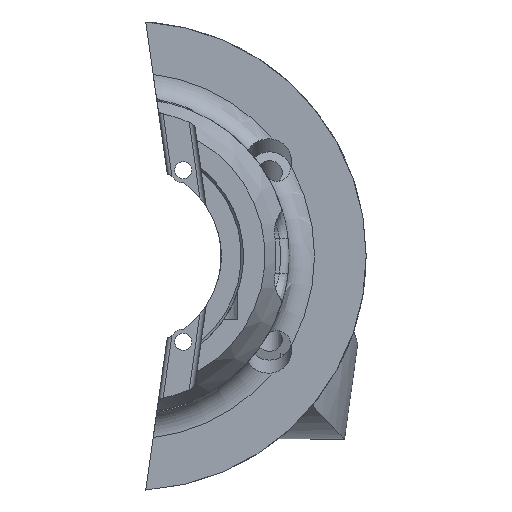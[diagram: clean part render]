
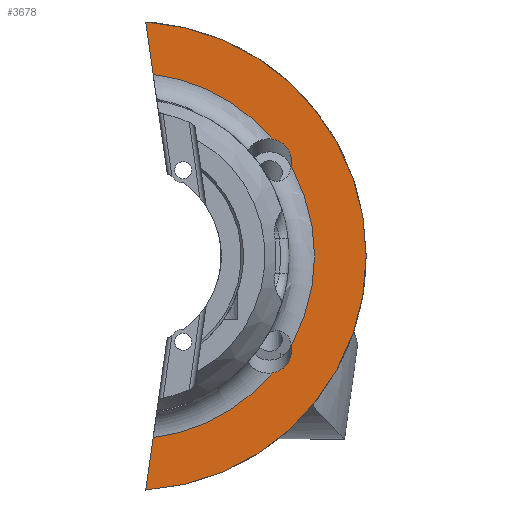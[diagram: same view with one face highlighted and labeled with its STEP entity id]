
A CAD part, left-side view. The second image highlights one B-rep face of the part: STEP entity #3678.
In plain terms, the highlighted planar face has unit normal (-1, 0, 0).
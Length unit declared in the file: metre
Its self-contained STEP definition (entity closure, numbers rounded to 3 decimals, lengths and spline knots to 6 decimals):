
#50=ELLIPSE('',#3962,0.005516,0.0052);
#51=ELLIPSE('',#3963,0.005516,0.0052);
#87=PLANE('',#3959);
#223=LINE('',#6656,#432);
#224=LINE('',#6661,#433);
#432=VECTOR('',#4490,1.);
#433=VECTOR('',#4493,1.);
#619=CIRCLE('',#3955,0.0429);
#621=CIRCLE('',#3960,0.055);
#622=CIRCLE('',#3961,0.0429);
#623=CIRCLE('',#3964,0.0429);
#970=ORIENTED_EDGE('',*,*,#2069,.T.);
#971=ORIENTED_EDGE('',*,*,#2070,.F.);
#972=ORIENTED_EDGE('',*,*,#2071,.F.);
#973=ORIENTED_EDGE('',*,*,#2072,.T.);
#974=ORIENTED_EDGE('',*,*,#2073,.T.);
#975=ORIENTED_EDGE('',*,*,#2059,.T.);
#976=ORIENTED_EDGE('',*,*,#2074,.F.);
#977=ORIENTED_EDGE('',*,*,#2075,.T.);
#2059=EDGE_CURVE('',#2610,#2609,#619,.T.);
#2069=EDGE_CURVE('',#2616,#2617,#223,.T.);
#2070=EDGE_CURVE('',#2618,#2617,#621,.T.);
#2071=EDGE_CURVE('',#2619,#2618,#224,.T.);
#2072=EDGE_CURVE('',#2619,#2620,#622,.T.);
#2073=EDGE_CURVE('',#2620,#2610,#50,.T.);
#2074=EDGE_CURVE('',#2621,#2609,#51,.T.);
#2075=EDGE_CURVE('',#2621,#2616,#623,.T.);
#2609=VERTEX_POINT('',#6535);
#2610=VERTEX_POINT('',#6537);
#2616=VERTEX_POINT('',#6657);
#2617=VERTEX_POINT('',#6658);
#2618=VERTEX_POINT('',#6660);
#2619=VERTEX_POINT('',#6662);
#2620=VERTEX_POINT('',#6664);
#2621=VERTEX_POINT('',#6667);
#3068=EDGE_LOOP('',(#970,#971,#972,#973,#974,#975,#976,#977));
#3333=FACE_BOUND('',#3068,.T.);
#3678=ADVANCED_FACE('',(#3333),#87,.F.);
#3955=AXIS2_PLACEMENT_3D('',#6536,#4476,#4477);
#3959=AXIS2_PLACEMENT_3D('',#6655,#4488,#4489);
#3960=AXIS2_PLACEMENT_3D('',#6659,#4491,#4492);
#3961=AXIS2_PLACEMENT_3D('',#6663,#4494,#4495);
#3962=AXIS2_PLACEMENT_3D('',#6665,#4496,#4497);
#3963=AXIS2_PLACEMENT_3D('',#6666,#4498,#4499);
#3964=AXIS2_PLACEMENT_3D('',#6668,#4500,#4501);
#4476=DIRECTION('',(1.,0.,0.));
#4477=DIRECTION('',(0.,0.,-1.));
#4488=DIRECTION('',(1.,0.,0.));
#4489=DIRECTION('',(0.,0.,-1.));
#4490=DIRECTION('',(0.,0.139,-0.99));
#4491=DIRECTION('',(1.,0.,0.));
#4492=DIRECTION('',(0.,0.,-1.));
#4493=DIRECTION('',(0.,0.139,0.99));
#4494=DIRECTION('',(1.,0.,0.));
#4495=DIRECTION('',(0.,0.,-1.));
#4496=DIRECTION('',(1.,0.,0.));
#4497=DIRECTION('',(0.,0.,-1.));
#4498=DIRECTION('',(-1.,0.,0.));
#4499=DIRECTION('',(0.,0.,1.));
#4500=DIRECTION('',(1.,0.,0.));
#4501=DIRECTION('',(0.,0.,-1.));
#6535=CARTESIAN_POINT('',(-0.062,-0.037457,0.053586));
#6536=CARTESIAN_POINT('',(-0.062,0.,0.0745));
#6537=CARTESIAN_POINT('',(-0.062,-0.037457,0.095414));
#6655=CARTESIAN_POINT('',(-0.062,0.,0.0745));
#6656=CARTESIAN_POINT('',(-0.062,-0.010809,0.072981));
#6657=CARTESIAN_POINT('',(-0.062,-0.005035,0.031896));
#6658=CARTESIAN_POINT('',(-0.062,-0.003307,0.019599));
#6659=CARTESIAN_POINT('',(-0.062,0.,0.0745));
#6660=CARTESIAN_POINT('',(-0.062,-0.003307,0.129401));
#6661=CARTESIAN_POINT('',(-0.062,-0.010809,0.076019));
#6662=CARTESIAN_POINT('',(-0.062,-0.005035,0.117104));
#6663=CARTESIAN_POINT('',(-0.062,0.,0.0745));
#6664=CARTESIAN_POINT('',(-0.062,-0.032984,0.101931));
#6665=CARTESIAN_POINT('',(-0.062,-0.03235,0.096455));
#6666=CARTESIAN_POINT('',(-0.062,-0.03235,0.052545));
#6667=CARTESIAN_POINT('',(-0.062,-0.032984,0.047069));
#6668=CARTESIAN_POINT('',(-0.062,0.,0.0745));
